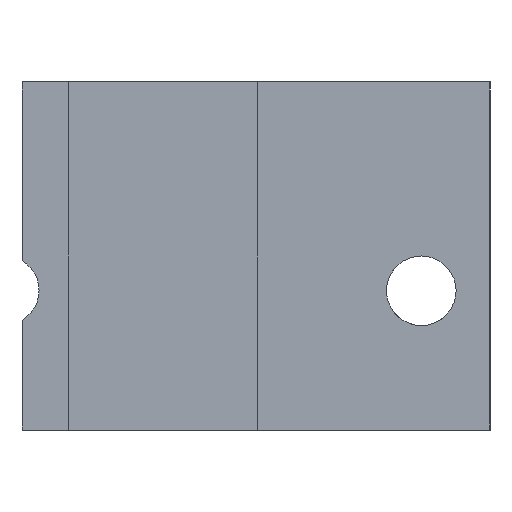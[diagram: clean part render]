
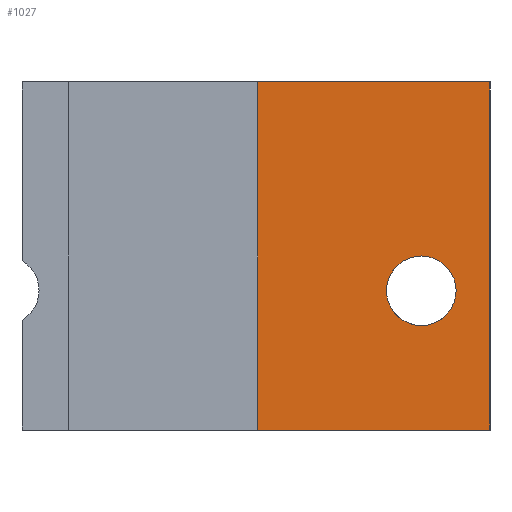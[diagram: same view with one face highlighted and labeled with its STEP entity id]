
A CAD part, left-side view. The second image highlights one B-rep face of the part: STEP entity #1027.
In plain terms, the highlighted planar face has unit normal (-1, 0, 0).
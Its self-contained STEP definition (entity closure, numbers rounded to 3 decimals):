
#25=FACE_BOUND('',#143,.T.);
#43=PLANE('',#1134);
#81=FACE_OUTER_BOUND('',#142,.T.);
#142=EDGE_LOOP('',(#823,#824,#825,#826,#827));
#143=EDGE_LOOP('',(#828));
#191=CIRCLE('',#1101,1.5);
#282=LINE('',#1661,#377);
#302=LINE('',#1733,#397);
#303=LINE('',#1735,#398);
#304=LINE('',#1736,#399);
#305=LINE('',#1737,#400);
#377=VECTOR('',#1304,10.);
#397=VECTOR('',#1378,10.);
#398=VECTOR('',#1379,10.);
#399=VECTOR('',#1380,10.);
#400=VECTOR('',#1381,10.);
#469=VERTEX_POINT('',#1637);
#478=VERTEX_POINT('',#1658);
#479=VERTEX_POINT('',#1660);
#503=VERTEX_POINT('',#1731);
#504=VERTEX_POINT('',#1732);
#505=VERTEX_POINT('',#1734);
#577=EDGE_CURVE('',#469,#469,#191,.T.);
#588=EDGE_CURVE('',#479,#478,#282,.T.);
#624=EDGE_CURVE('',#503,#504,#302,.T.);
#625=EDGE_CURVE('',#503,#505,#303,.T.);
#626=EDGE_CURVE('',#505,#479,#304,.T.);
#627=EDGE_CURVE('',#478,#504,#305,.T.);
#823=ORIENTED_EDGE('',*,*,#624,.F.);
#824=ORIENTED_EDGE('',*,*,#625,.T.);
#825=ORIENTED_EDGE('',*,*,#626,.T.);
#826=ORIENTED_EDGE('',*,*,#588,.T.);
#827=ORIENTED_EDGE('',*,*,#627,.T.);
#828=ORIENTED_EDGE('',*,*,#577,.F.);
#1027=ADVANCED_FACE('',(#81,#25),#43,.F.);
#1101=AXIS2_PLACEMENT_3D('',#1639,#1285,#1286);
#1134=AXIS2_PLACEMENT_3D('',#1730,#1376,#1377);
#1285=DIRECTION('center_axis',(-1.,0.,0.));
#1286=DIRECTION('ref_axis',(0.,1.,0.));
#1304=DIRECTION('',(0.,0.,1.));
#1376=DIRECTION('center_axis',(1.,0.,0.));
#1377=DIRECTION('ref_axis',(0.,0.,-1.));
#1378=DIRECTION('',(0.,-1.,0.));
#1379=DIRECTION('',(0.,0.,-1.));
#1380=DIRECTION('',(0.,-1.,0.));
#1381=DIRECTION('',(0.,0.,1.));
#1637=CARTESIAN_POINT('',(-18.2,226.475,13.));
#1639=CARTESIAN_POINT('Origin',(-18.2,227.975,13.));
#1658=CARTESIAN_POINT('',(-18.2,225.015,18.5));
#1660=CARTESIAN_POINT('',(-18.2,225.015,7.));
#1661=CARTESIAN_POINT('',(-18.2,225.015,22.));
#1730=CARTESIAN_POINT('Origin',(-18.2,241.178,22.));
#1731=CARTESIAN_POINT('',(-18.2,235.015,22.));
#1732=CARTESIAN_POINT('',(-18.2,225.015,22.));
#1733=CARTESIAN_POINT('',(-18.2,238.139,22.));
#1734=CARTESIAN_POINT('',(-18.2,235.015,7.));
#1735=CARTESIAN_POINT('',(-18.2,235.015,22.));
#1736=CARTESIAN_POINT('',(-18.2,233.069,7.));
#1737=CARTESIAN_POINT('',(-18.2,225.015,22.));
